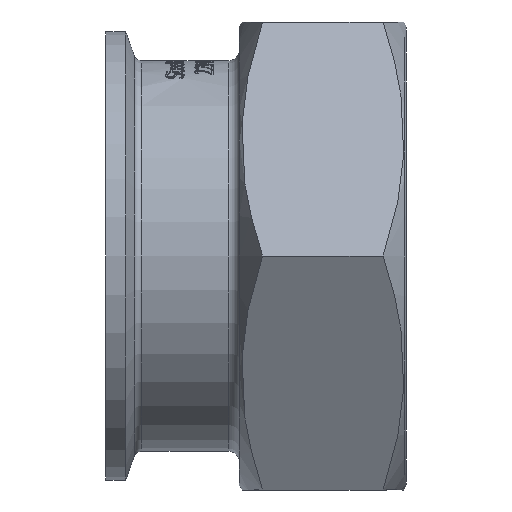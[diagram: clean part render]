
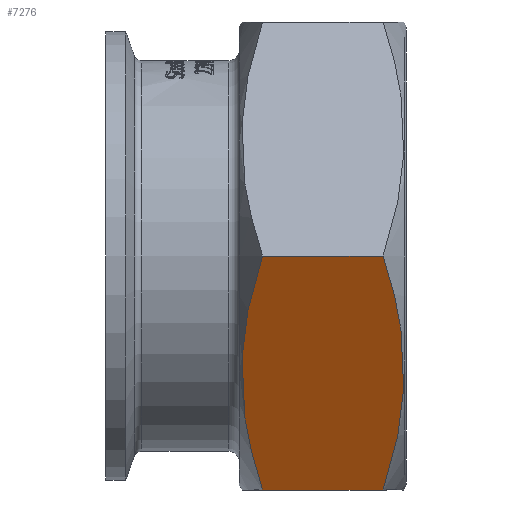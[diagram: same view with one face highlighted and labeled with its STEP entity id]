
A CAD part, front view. The second image highlights one B-rep face of the part: STEP entity #7276.
In plain terms, the highlighted planar face has unit normal (0, -0.866, -0.5).
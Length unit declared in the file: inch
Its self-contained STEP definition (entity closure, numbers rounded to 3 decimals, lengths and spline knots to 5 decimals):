
#13=(
BOUNDED_CURVE()
B_SPLINE_CURVE(2,(#15937,#15938,#15939),.UNSPECIFIED.,.F.,.F.)
B_SPLINE_CURVE_WITH_KNOTS((3,3),(0.,3.89516),.UNSPECIFIED.)
CURVE()
GEOMETRIC_REPRESENTATION_ITEM()
RATIONAL_B_SPLINE_CURVE((1.,1.155,1.))
REPRESENTATION_ITEM('')
);
#14=(
BOUNDED_CURVE()
B_SPLINE_CURVE(2,(#15943,#15944,#15945),.UNSPECIFIED.,.F.,.F.)
B_SPLINE_CURVE_WITH_KNOTS((3,3),(0.,3.89516),.UNSPECIFIED.)
CURVE()
GEOMETRIC_REPRESENTATION_ITEM()
RATIONAL_B_SPLINE_CURVE((1.,1.155,1.))
REPRESENTATION_ITEM('')
);
#294=PLANE('',#7697);
#871=FACE_OUTER_BOUND('',#1314,.T.);
#1314=EDGE_LOOP('',(#6757,#6758,#6759,#6760));
#2007=LINE('',#15941,#2494);
#2008=LINE('',#15946,#2495);
#2494=VECTOR('',#9008,0.67662);
#2495=VECTOR('',#9009,0.67662);
#3570=VERTEX_POINT('',#15935);
#3571=VERTEX_POINT('',#15936);
#3572=VERTEX_POINT('',#15940);
#3573=VERTEX_POINT('',#15942);
#4642=EDGE_CURVE('',#3570,#3571,#13,.T.);
#4643=EDGE_CURVE('',#3572,#3570,#2007,.T.);
#4644=EDGE_CURVE('',#3573,#3572,#14,.T.);
#4645=EDGE_CURVE('',#3573,#3571,#2008,.T.);
#6757=ORIENTED_EDGE('',*,*,#4642,.F.);
#6758=ORIENTED_EDGE('',*,*,#4643,.F.);
#6759=ORIENTED_EDGE('',*,*,#4644,.F.);
#6760=ORIENTED_EDGE('',*,*,#4645,.T.);
#7276=ADVANCED_FACE('',(#871),#294,.T.);
#7697=AXIS2_PLACEMENT_3D('',#15934,#9006,#9007);
#9006=DIRECTION('center_axis',(0.,-0.866,-0.5));
#9007=DIRECTION('ref_axis',(0.,-0.5,0.866));
#9008=DIRECTION('',(-1.,0.,0.));
#9009=DIRECTION('',(-1.,0.,0.));
#15934=CARTESIAN_POINT('Origin',(1.687,-0.75775,-1.31246));
#15935=CARTESIAN_POINT('',(0.88019,-0.75775,-1.31246));
#15936=CARTESIAN_POINT('',(0.88019,-1.5155,0.));
#15937=CARTESIAN_POINT('Ctrl Pts',(0.88019,-0.75775,
-1.31246));
#15938=CARTESIAN_POINT('Ctrl Pts',(0.66145,-1.13663,-0.65623));
#15939=CARTESIAN_POINT('Ctrl Pts',(0.88019,-1.5155,0.));
#15940=CARTESIAN_POINT('',(1.55681,-0.75775,-1.31246));
#15941=CARTESIAN_POINT('',(1.2185,-0.75775,-1.31246));
#15942=CARTESIAN_POINT('',(1.55681,-1.5155,0.));
#15943=CARTESIAN_POINT('Ctrl Pts',(1.55681,-1.5155,0.));
#15944=CARTESIAN_POINT('Ctrl Pts',(1.77555,-1.13663,-0.65623));
#15945=CARTESIAN_POINT('Ctrl Pts',(1.55681,-0.75775,
-1.31246));
#15946=CARTESIAN_POINT('',(1.2185,-1.5155,0.));
